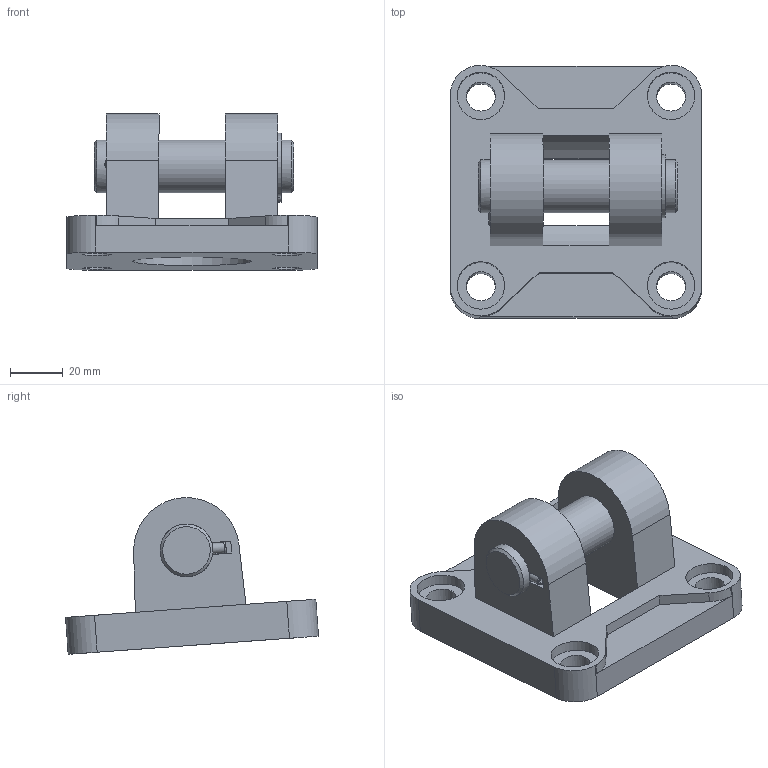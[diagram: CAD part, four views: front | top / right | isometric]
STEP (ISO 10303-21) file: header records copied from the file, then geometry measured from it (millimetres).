
FILE_DESCRIPTION(/* description */ (''),/* implementation_level */ '2;1');
FILE_NAME(/* name */ 'CAD_9204.stp',/* time_stamp */ '2017-10-27T12:58:00+02:00',/* author */ ('Hypex'),/* organization */ ('Hypex'),/* preprocessor_version */ 'ST-DEVELOPER v16.1',/* originating_system */ 'Autodesk Inventor 2016',/* authorisation */ '');
FILE_SCHEMA (('AUTOMOTIVE_DESIGN { 1 0 10303 214 3 1 1 }'));
Length unit declared in the file: millimetre
Products named in the file (1): CAD_9204
Bounding box: 95 x 95.76 x 59.3 mm (x, y, z)
Volume: 167479.6 mm3; surface area: 35356.4 mm2
Topology: 1 solids, 1 shells, 84 faces, 214 edges, 140 vertices
Faces by surface type: plane 43, cylinder 37, cone 4
Full cylindrical faces by diameter (mm): 2 x2, 4 x1, 11 x4, 18 x4, 20 x3, 45 x1
Entity records: 2521 total; most frequent: CARTESIAN_POINT 456, DIRECTION 438, ORIENTED_EDGE 386, EDGE_CURVE 193, AXIS2_PLACEMENT_3D 164, VERTEX_POINT 137, EDGE_LOOP 124, LINE 110
